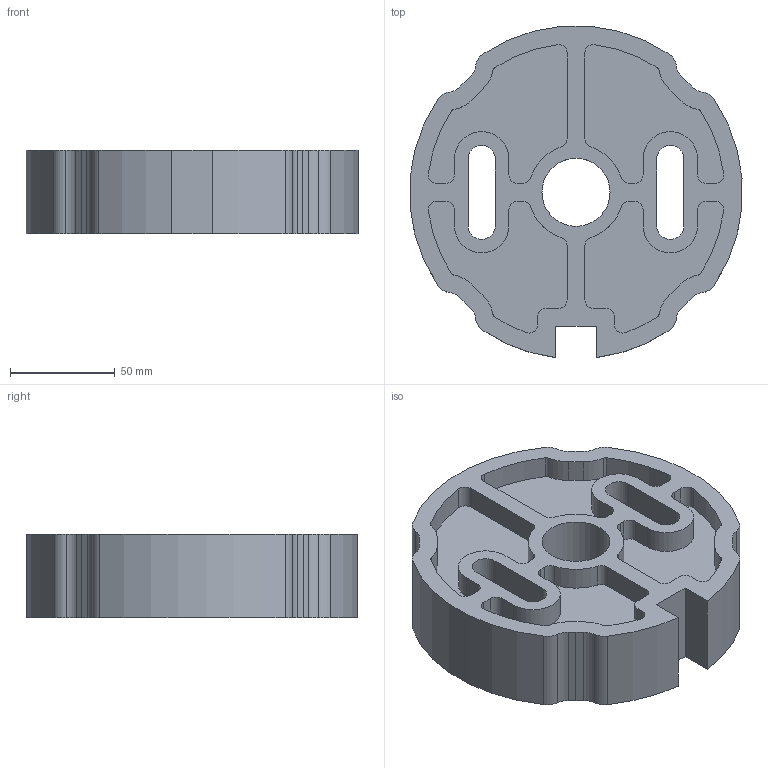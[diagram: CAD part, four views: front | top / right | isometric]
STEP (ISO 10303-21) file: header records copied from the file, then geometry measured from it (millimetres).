
FILE_DESCRIPTION(/* description */ (''),/* implementation_level */ '2;1');
FILE_NAME(/* name */ 'poulie-volet v7.step',/* time_stamp */ '2020-06-24T16:49:41+02:00',/* author */ (''),/* organization */ (''),/* preprocessor_version */ 'ST-DEVELOPER v18.1',/* originating_system */ 'Autodesk Translation Framework v9.3.0.1241',/* authorisation */ '');
FILE_SCHEMA (('AUTOMOTIVE_DESIGN { 1 0 10303 214 3 1 1 }'));
Length unit declared in the file: millimetre
Products named in the file (1): poulie-volet
Bounding box: 158.33 x 158.01 x 40 mm (x, y, z)
Volume: 476003.4 mm3; surface area: 90485.1 mm2
Topology: 1 solids, 1 shells, 217 faces, 618 edges, 412 vertices
Faces by surface type: cylinder 143, plane 74
Full cylindrical faces by diameter (mm): 32.5 x1, 60 x1
Entity records: 7243 total; most frequent: DIRECTION 1340, CARTESIAN_POINT 1248, ORIENTED_EDGE 1236, EDGE_CURVE 618, AXIS2_PLACEMENT_3D 504, VERTEX_POINT 412, LINE 332, VECTOR 332
